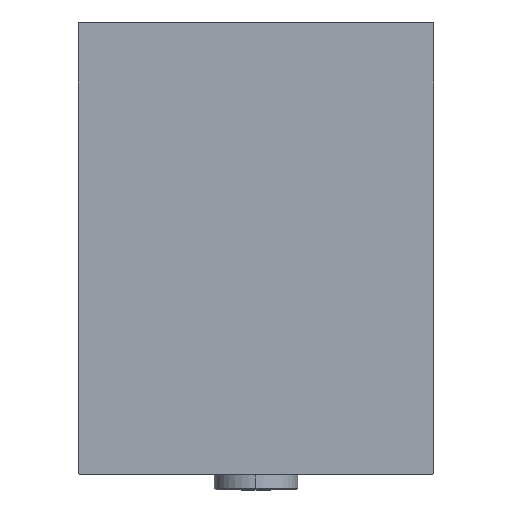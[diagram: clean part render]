
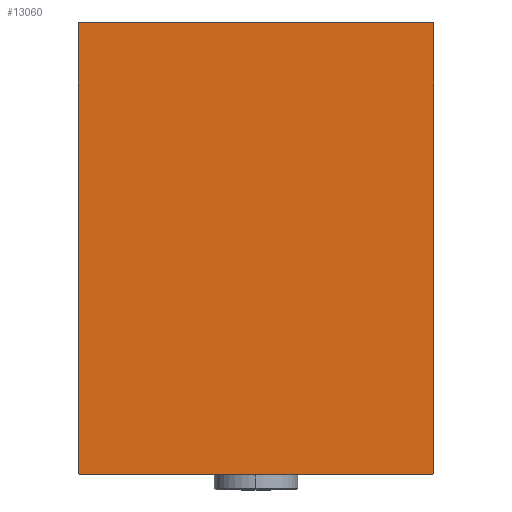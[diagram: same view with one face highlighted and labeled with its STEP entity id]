
A CAD part, left-side view. The second image highlights one B-rep face of the part: STEP entity #13060.
In plain terms, the highlighted face is planar.
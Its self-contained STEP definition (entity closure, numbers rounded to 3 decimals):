
#1007 = CARTESIAN_POINT ( 'NONE',  ( 293., 62.35, -62.35 ) ) ;
#1270 = ORIENTED_EDGE ( 'NONE', *, *, #44040, .T. ) ;
#3015 = VERTEX_POINT ( 'NONE', #15973 ) ;
#3164 = VECTOR ( 'NONE', #43729, 1000. ) ;
#3301 = VECTOR ( 'NONE', #7355, 1000. ) ;
#3838 = DIRECTION ( 'NONE',  ( 0., -0.707, -0.707 ) ) ;
#4583 = LINE ( 'NONE', #7296, #39998 ) ;
#4657 = CARTESIAN_POINT ( 'NONE',  ( 293., -55., 69.7 ) ) ;
#7215 = LINE ( 'NONE', #20879, #37308 ) ;
#7296 = CARTESIAN_POINT ( 'NONE',  ( 293., 62.35, 62.35 ) ) ;
#7355 = DIRECTION ( 'NONE',  ( 0., 0., -1. ) ) ;
#7645 = EDGE_CURVE ( 'NONE', #19442, #18512, #10709, .T. ) ;
#7912 = CARTESIAN_POINT ( 'NONE',  ( 293., -55., -70. ) ) ;
#7955 = EDGE_CURVE ( 'NONE', #19873, #26919, #37802, .T. ) ;
#8563 = LINE ( 'NONE', #7912, #39262 ) ;
#8691 = VERTEX_POINT ( 'NONE', #43884 ) ;
#10709 = LINE ( 'NONE', #38084, #3301 ) ;
#10921 = VERTEX_POINT ( 'NONE', #35112 ) ;
#11827 = DIRECTION ( 'NONE',  ( 0., 0., -1. ) ) ;
#12304 = CARTESIAN_POINT ( 'NONE',  ( 293., -55., -69.7 ) ) ;
#13060 = ADVANCED_FACE ( 'NONE', ( #43011 ), #22148, .T. ) ;
#13667 = CARTESIAN_POINT ( 'NONE',  ( 293., -62.35, -62.35 ) ) ;
#14997 = EDGE_CURVE ( 'NONE', #18512, #10921, #16592, .T. ) ;
#15410 = DIRECTION ( 'NONE',  ( 1., 0., 0. ) ) ;
#15772 = CARTESIAN_POINT ( 'NONE',  ( 293., 55., -70. ) ) ;
#15973 = CARTESIAN_POINT ( 'NONE',  ( 293., 55., 69.7 ) ) ;
#16456 = CARTESIAN_POINT ( 'NONE',  ( 293., -54.7, 70. ) ) ;
#16592 = LINE ( 'NONE', #13667, #33509 ) ;
#16666 = EDGE_CURVE ( 'NONE', #10921, #19873, #8563, .T. ) ;
#17760 = EDGE_CURVE ( 'NONE', #3015, #8691, #4583, .T. ) ;
#18206 = DIRECTION ( 'NONE',  ( 0., 1., 0. ) ) ;
#18340 = CARTESIAN_POINT ( 'NONE',  ( 293., 0., 0. ) ) ;
#18350 = VECTOR ( 'NONE', #20747, 1000. ) ;
#18457 = ORIENTED_EDGE ( 'NONE', *, *, #35508, .T. ) ;
#18512 = VERTEX_POINT ( 'NONE', #12304 ) ;
#18811 = VERTEX_POINT ( 'NONE', #16456 ) ;
#19442 = VERTEX_POINT ( 'NONE', #4657 ) ;
#19873 = VERTEX_POINT ( 'NONE', #27601 ) ;
#20747 = DIRECTION ( 'NONE',  ( 0., 0.707, 0.707 ) ) ;
#20879 = CARTESIAN_POINT ( 'NONE',  ( 293., -62.35, 62.35 ) ) ;
#21049 = EDGE_CURVE ( 'NONE', #8691, #18811, #30046, .T. ) ;
#21901 = EDGE_LOOP ( 'NONE', ( #35940, #28251, #18457, #25136, #32136, #1270, #42017, #37447 ) ) ;
#22148 = PLANE ( 'NONE',  #26957 ) ;
#25136 = ORIENTED_EDGE ( 'NONE', *, *, #17760, .T. ) ;
#25996 = CARTESIAN_POINT ( 'NONE',  ( 293., 55., 70. ) ) ;
#26919 = VERTEX_POINT ( 'NONE', #41067 ) ;
#26957 = AXIS2_PLACEMENT_3D ( 'NONE', #18340, #15410, #11827 ) ;
#27601 = CARTESIAN_POINT ( 'NONE',  ( 293., 54.7, -70. ) ) ;
#28251 = ORIENTED_EDGE ( 'NONE', *, *, #7955, .T. ) ;
#29463 = DIRECTION ( 'NONE',  ( 0., 0., 1. ) ) ;
#29941 = VECTOR ( 'NONE', #29463, 1000. ) ;
#30046 = LINE ( 'NONE', #25996, #3164 ) ;
#30279 = DIRECTION ( 'NONE',  ( 0., 0.707, -0.707 ) ) ;
#32136 = ORIENTED_EDGE ( 'NONE', *, *, #21049, .T. ) ;
#32612 = LINE ( 'NONE', #15772, #29941 ) ;
#33509 = VECTOR ( 'NONE', #30279, 1000. ) ;
#35112 = CARTESIAN_POINT ( 'NONE',  ( 293., -54.7, -70. ) ) ;
#35508 = EDGE_CURVE ( 'NONE', #26919, #3015, #32612, .T. ) ;
#35940 = ORIENTED_EDGE ( 'NONE', *, *, #16666, .T. ) ;
#37308 = VECTOR ( 'NONE', #3838, 1000. ) ;
#37447 = ORIENTED_EDGE ( 'NONE', *, *, #14997, .T. ) ;
#37802 = LINE ( 'NONE', #1007, #18350 ) ;
#38084 = CARTESIAN_POINT ( 'NONE',  ( 293., -55., 70. ) ) ;
#39262 = VECTOR ( 'NONE', #18206, 1000. ) ;
#39998 = VECTOR ( 'NONE', #42059, 1000. ) ;
#41067 = CARTESIAN_POINT ( 'NONE',  ( 293., 55., -69.7 ) ) ;
#42017 = ORIENTED_EDGE ( 'NONE', *, *, #7645, .T. ) ;
#42059 = DIRECTION ( 'NONE',  ( 0., -0.707, 0.707 ) ) ;
#43011 = FACE_OUTER_BOUND ( 'NONE', #21901, .T. ) ;
#43729 = DIRECTION ( 'NONE',  ( 0., -1., 0. ) ) ;
#43884 = CARTESIAN_POINT ( 'NONE',  ( 293., 54.7, 70. ) ) ;
#44040 = EDGE_CURVE ( 'NONE', #18811, #19442, #7215, .T. ) ;
